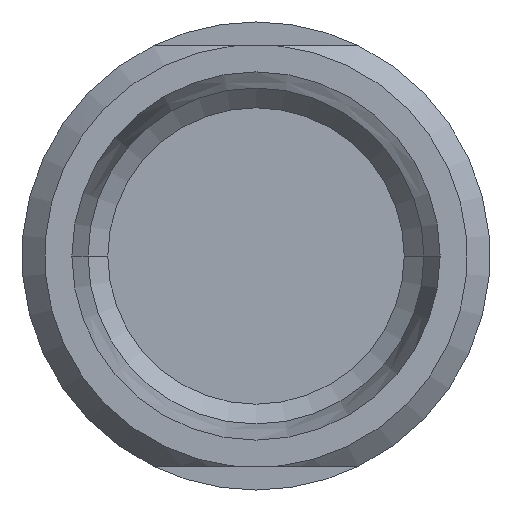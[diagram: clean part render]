
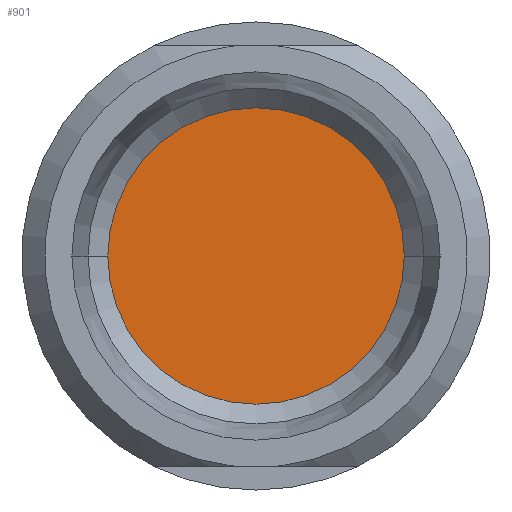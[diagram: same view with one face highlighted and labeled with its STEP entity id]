
A CAD part, left-side view. The second image highlights one B-rep face of the part: STEP entity #901.
In plain terms, the highlighted planar face has unit normal (-1, 0, 0).
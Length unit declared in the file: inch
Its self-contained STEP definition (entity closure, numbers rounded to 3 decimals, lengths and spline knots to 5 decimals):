
#222=CARTESIAN_POINT('',(0.55,0.,0.));
#223=DIRECTION('',(-1.,0.,0.));
#224=DIRECTION('',(0.,1.,0.));
#225=AXIS2_PLACEMENT_3D('',#222,#223,#224);
#244=CARTESIAN_POINT('',(0.55,0.,0.));
#245=DIRECTION('',(1.,0.,0.));
#246=DIRECTION('',(0.,1.,0.));
#247=AXIS2_PLACEMENT_3D('',#244,#245,#246);
#694=CARTESIAN_POINT('',(0.55,0.196,0.));
#696=VERTEX_POINT('',#694);
#700=CARTESIAN_POINT('',(0.55,-0.196,0.));
#702=VERTEX_POINT('',#700);
#892=CARTESIAN_POINT('',(0.55,0.,0.));
#893=DIRECTION('',(-1.,0.,0.));
#894=DIRECTION('',(0.,1.,0.));
#895=AXIS2_PLACEMENT_3D('',#892,#893,#894);
#896=PLANE('',#895);
#897=ORIENTED_EDGE('',*,*,#887,.T.);
#898=ORIENTED_EDGE('',*,*,#871,.F.);
#899=EDGE_LOOP('',(#897,#898));
#900=FACE_OUTER_BOUND('',#899,.F.);
#226=CIRCLE('',#225,0.196);
#248=CIRCLE('',#247,0.196);
#871=EDGE_CURVE('',#696,#702,#226,.T.);
#887=EDGE_CURVE('',#696,#702,#248,.T.);
#901=ADVANCED_FACE('',(#900),#896,.T.);
